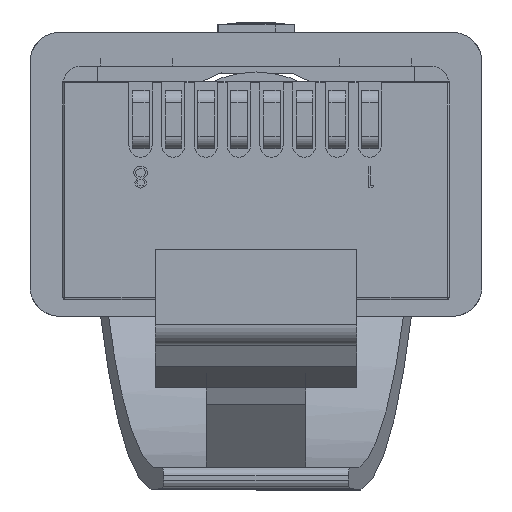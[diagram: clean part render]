
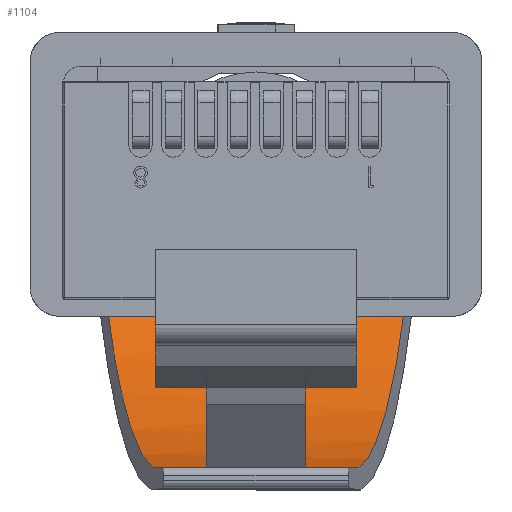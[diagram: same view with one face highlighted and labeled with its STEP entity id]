
A CAD part, front view. The second image highlights one B-rep face of the part: STEP entity #1104.
In plain terms, the highlighted cylindrical face has radius 12.7 mm (diameter 25.4 mm), a partial arc.
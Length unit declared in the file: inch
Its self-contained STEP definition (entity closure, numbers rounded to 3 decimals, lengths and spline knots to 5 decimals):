
#73 =( BOUNDED_CURVE ( )  B_SPLINE_CURVE ( 3, ( #12875, #8483, #2526, #12942 ),
 .UNSPECIFIED., .F., .F. ) 
 B_SPLINE_CURVE_WITH_KNOTS ( ( 4, 4 ),
 ( 0.68888, 1.47683 ),
 .UNSPECIFIED. ) 
 CURVE ( )  GEOMETRIC_REPRESENTATION_ITEM ( )  RATIONAL_B_SPLINE_CURVE ( ( 1., 0.949, 0.949, 1. ) ) 
 REPRESENTATION_ITEM ( '' )  );
#216 = FACE_OUTER_BOUND ( 'NONE', #18559, .T. ) ;
#230 = DIRECTION ( 'NONE',  ( -1., 0., 0. ) ) ;
#1104 = ADVANCED_FACE ( 'NONE', ( #216 ), #11654, .F. ) ;
#1397 = VECTOR ( 'NONE', #230, 39.37008 ) ;
#1553 = EDGE_CURVE ( 'NONE', #2061, #1770, #15911, .T. ) ;
#1646 = CARTESIAN_POINT ( 'NONE',  ( 0.185, -0.14884, 0.44598 ) ) ;
#1770 = VERTEX_POINT ( 'NONE', #15839 ) ;
#1806 = ORIENTED_EDGE ( 'NONE', *, *, #1553, .F. ) ;
#2061 = VERTEX_POINT ( 'NONE', #10918 ) ;
#2142 = ORIENTED_EDGE ( 'NONE', *, *, #3671, .F. ) ;
#2443 = LINE ( 'NONE', #12949, #17724 ) ;
#2526 = CARTESIAN_POINT ( 'NONE',  ( -0.14362, 0.3363, 0.26482 ) ) ;
#3562 = CARTESIAN_POINT ( 'NONE',  ( 0.12265, 0.34896, 0.39906 ) ) ;
#3671 = EDGE_CURVE ( 'NONE', #1770, #6868, #5383, .T. ) ;
#3970 = DIRECTION ( 'NONE',  ( -1., 0., 0. ) ) ;
#4797 = EDGE_CURVE ( 'NONE', #6868, #12201, #73, .T. ) ;
#4803 = DIRECTION ( 'NONE',  ( 0., 0., 1. ) ) ;
#5383 = LINE ( 'NONE', #10680, #1397 ) ;
#6868 = VERTEX_POINT ( 'NONE', #18807 ) ;
#7324 = CARTESIAN_POINT ( 'NONE',  ( -0.12265, 0.34896, 0.39906 ) ) ;
#7843 = AXIS2_PLACEMENT_3D ( 'NONE', #1646, #10428, #4803 ) ;
#8483 = CARTESIAN_POINT ( 'NONE',  ( -0.16223, 0.27309, 0.14571 ) ) ;
#8708 = ORIENTED_EDGE ( 'NONE', *, *, #16696, .T. ) ;
#9200 = ORIENTED_EDGE ( 'NONE', *, *, #4797, .F. ) ;
#10428 = DIRECTION ( 'NONE',  ( -1., 0., 0. ) ) ;
#10680 = CARTESIAN_POINT ( 'NONE',  ( 0.185, 0.169, 0.06 ) ) ;
#10918 = CARTESIAN_POINT ( 'NONE',  ( 0.12265, 0.34896, 0.39906 ) ) ;
#11654 = CYLINDRICAL_SURFACE ( 'NONE', #7843, 0.5 ) ;
#12201 = VERTEX_POINT ( 'NONE', #7324 ) ;
#12875 = CARTESIAN_POINT ( 'NONE',  ( -0.17563, 0.169, 0.06 ) ) ;
#12942 = CARTESIAN_POINT ( 'NONE',  ( -0.12265, 0.34896, 0.39906 ) ) ;
#12949 = CARTESIAN_POINT ( 'NONE',  ( 0.185, 0.34896, 0.39906 ) ) ;
#14640 = CARTESIAN_POINT ( 'NONE',  ( 0.14362, 0.3363, 0.26482 ) ) ;
#14959 = CARTESIAN_POINT ( 'NONE',  ( 0.16223, 0.27309, 0.14571 ) ) ;
#15839 = CARTESIAN_POINT ( 'NONE',  ( 0.17562, 0.169, 0.06 ) ) ;
#15911 =( BOUNDED_CURVE ( )  B_SPLINE_CURVE ( 3, ( #3562, #14640, #14959, #16395 ),
 .UNSPECIFIED., .F., .F. ) 
 B_SPLINE_CURVE_WITH_KNOTS ( ( 4, 4 ),
 ( 1.66477, 2.45271 ),
 .UNSPECIFIED. ) 
 CURVE ( )  GEOMETRIC_REPRESENTATION_ITEM ( )  RATIONAL_B_SPLINE_CURVE ( ( 1., 0.949, 0.949, 1. ) ) 
 REPRESENTATION_ITEM ( '' )  );
#16395 = CARTESIAN_POINT ( 'NONE',  ( 0.17562, 0.169, 0.06 ) ) ;
#16696 = EDGE_CURVE ( 'NONE', #2061, #12201, #2443, .T. ) ;
#17724 = VECTOR ( 'NONE', #3970, 39.37008 ) ;
#18559 = EDGE_LOOP ( 'NONE', ( #9200, #2142, #1806, #8708 ) ) ;
#18807 = CARTESIAN_POINT ( 'NONE',  ( -0.17563, 0.169, 0.06 ) ) ;
